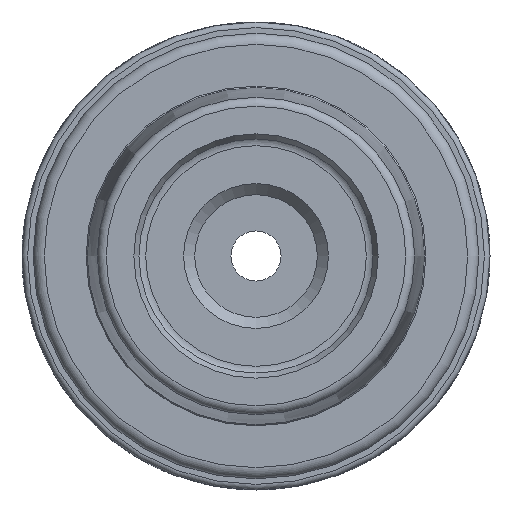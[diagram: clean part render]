
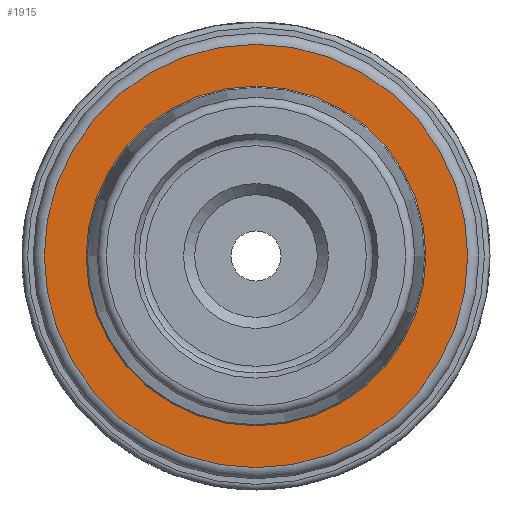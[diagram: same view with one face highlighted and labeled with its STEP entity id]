
A CAD part, left-side view. The second image highlights one B-rep face of the part: STEP entity #1915.
In plain terms, the highlighted planar face has unit normal (-1, 0, 0).
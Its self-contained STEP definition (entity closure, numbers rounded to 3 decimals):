
#54=FACE_BOUND('',#514,.T.);
#250=CIRCLE('',#2118,15.246);
#251=CIRCLE('',#2120,19.);
#387=FACE_OUTER_BOUND('',#513,.T.);
#513=EDGE_LOOP('',(#1663));
#514=EDGE_LOOP('',(#1664));
#889=VERTEX_POINT('',#5952);
#890=VERTEX_POINT('',#5956);
#1154=EDGE_CURVE('',#889,#889,#250,.T.);
#1155=EDGE_CURVE('',#890,#890,#251,.T.);
#1663=ORIENTED_EDGE('',*,*,#1155,.F.);
#1664=ORIENTED_EDGE('',*,*,#1154,.T.);
#1821=PLANE('',#2119);
#1915=ADVANCED_FACE('',(#387,#54),#1821,.T.);
#2118=AXIS2_PLACEMENT_3D('',#5954,#2592,#2593);
#2119=AXIS2_PLACEMENT_3D('',#5955,#2594,#2595);
#2120=AXIS2_PLACEMENT_3D('',#5957,#2596,#2597);
#2592=DIRECTION('center_axis',(1.,0.,0.));
#2593=DIRECTION('ref_axis',(0.,0.,-1.));
#2594=DIRECTION('center_axis',(-1.,0.,0.));
#2595=DIRECTION('ref_axis',(0.,0.,1.));
#2596=DIRECTION('center_axis',(1.,0.,0.));
#2597=DIRECTION('ref_axis',(0.,0.,-1.));
#5952=CARTESIAN_POINT('',(0.,0.,15.246));
#5954=CARTESIAN_POINT('Origin',(0.,0.,0.));
#5955=CARTESIAN_POINT('Origin',(0.,19.,0.));
#5956=CARTESIAN_POINT('',(0.,0.,19.));
#5957=CARTESIAN_POINT('Origin',(0.,0.,0.));
